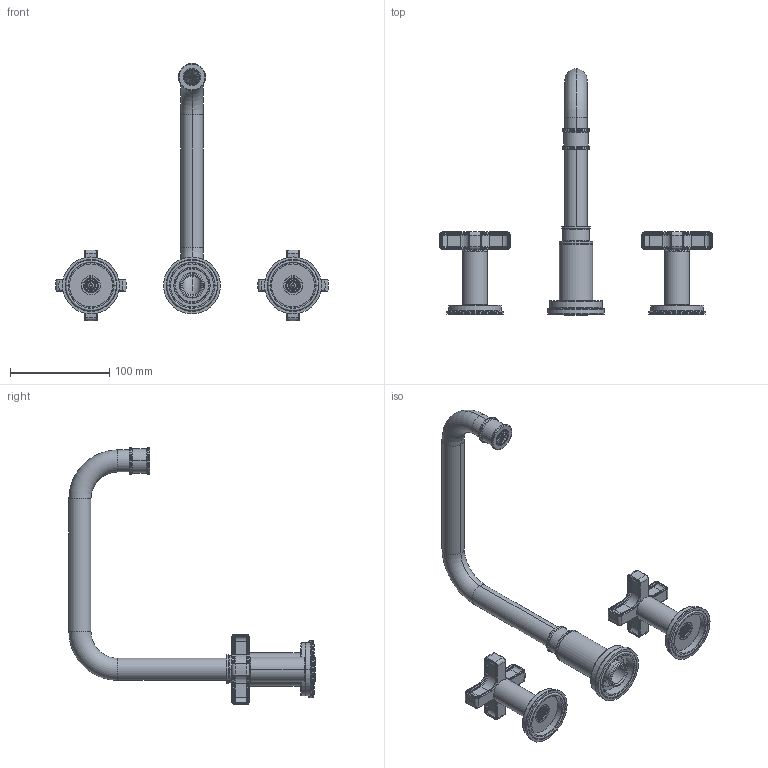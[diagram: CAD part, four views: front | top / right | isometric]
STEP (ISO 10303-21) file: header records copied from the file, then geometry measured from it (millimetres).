
FILE_DESCRIPTION((''),'2;1');
FILE_NAME('3-3286_ASM','2019-11-08T14:28:50',('rsmith'),(''),'CREO PARAMETRIC BY PTC INC, 2018400','CREO PARAMETRIC BY PTC INC, 2018400','');
FILE_SCHEMA(('CONFIG_CONTROL_DESIGN'));
Length unit declared in the file: inch
Products named in the file (24): 13141; 91773; 91764; 13142; 13139; 11670; 20-418_ASM; 12882; 91330; 91500; 20-439_ASM; 3-637_ASM; 13130; 20-433_ASM; 13131; 91017; 12377; 91049; 91371; 92399; 13132; 20-430_ASM; 3-649_ASM; 3-3286_ASM
Assembly tree (26 placements, depth 4):
  3-3286_ASM
    3-637_ASM
      13141
      91773
      91764
      20-418_ASM
        13142
        13139
        11670
      20-439_ASM
        12882
        91330
        91500
    3-649_ASM  x2
      20-433_ASM
        13130
        91773
      20-430_ASM
        13131
        91017  x2
        12377
        91049
        91371
        92399
        13132
Bounding box: 274.22 x 247.59 x 258.77 mm (x, y, z)
Volume: 216432 mm3; surface area: 214104.8 mm2
Topology: 29 solids, 55 shells, 2231 faces, 5818 edges, 3647 vertices
Faces by surface type: cylinder 1043, plane 492, torus 332, bspline 284, cone 76, extrusion 4
Entity records: 150168 total; most frequent: CARTESIAN_POINT 119497, ORIENTED_EDGE 6424, DIRECTION 6174, EDGE_CURVE 3299, AXIS2_PLACEMENT_3D 2496, VERTEX_POINT 2069, EDGE_LOOP 1353, CIRCLE 1281
